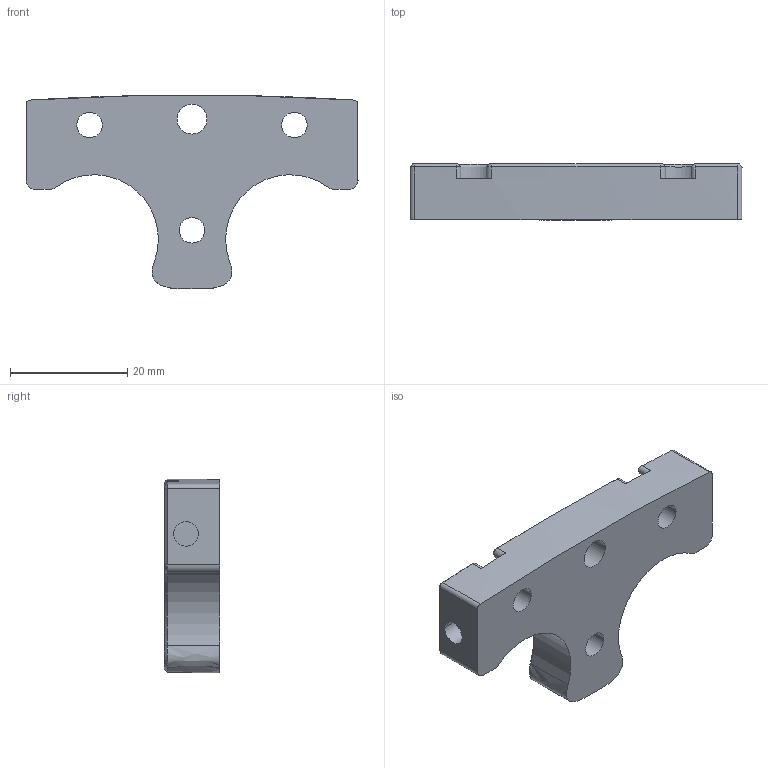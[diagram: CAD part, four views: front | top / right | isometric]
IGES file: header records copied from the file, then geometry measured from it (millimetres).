
Start section:  PTC IGES file: 144439.igs
Global section: file name: 144439.igs; native system: Pro/ENGINEER by Parametric Technology Corporation; preprocessor: 2009141; author: banengservice; organization: Unknown; date: 20100426.095529; units: inch
Bounding box: 56.75 x 9.52 x 33.1 mm (x, y, z)
Volume: 8777.8 mm3; surface area: 4415.3 mm2
Topology: 1 solids, 1 shells, 87 faces, 216 edges, 134 vertices
Faces by surface type: revolution 54, bspline 33
